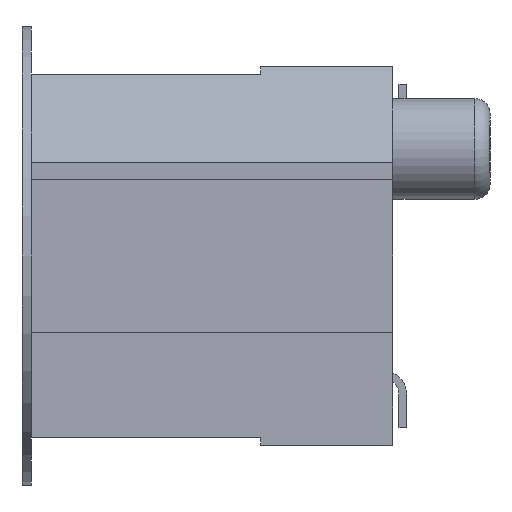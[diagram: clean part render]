
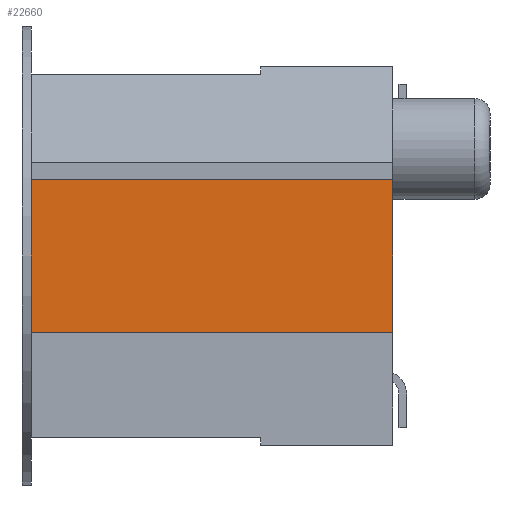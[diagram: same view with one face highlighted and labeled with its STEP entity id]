
A CAD part, left-side view. The second image highlights one B-rep face of the part: STEP entity #22660.
In plain terms, the highlighted planar face has unit normal (-1, 0, 0).
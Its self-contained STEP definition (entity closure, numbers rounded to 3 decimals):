
#135=LINE('',#30600,#3315);
#485=LINE('',#31300,#3665);
#1214=LINE('',#32783,#4394);
#1215=LINE('',#32785,#4395);
#3315=VECTOR('',#24794,1000.);
#3665=VECTOR('',#25150,1000.);
#4394=VECTOR('',#26633,1000.);
#4395=VECTOR('',#26636,1000.);
#8682=ORIENTED_EDGE('',*,*,#13558,.F.);
#8683=ORIENTED_EDGE('',*,*,#14298,.F.);
#8684=ORIENTED_EDGE('',*,*,#13208,.F.);
#8685=ORIENTED_EDGE('',*,*,#14297,.F.);
#13208=EDGE_CURVE('',#16562,#16564,#135,.T.);
#13558=EDGE_CURVE('',#16911,#16912,#485,.T.);
#14297=EDGE_CURVE('',#16912,#16562,#1214,.T.);
#14298=EDGE_CURVE('',#16564,#16911,#1215,.T.);
#16562=VERTEX_POINT('',#30598);
#16564=VERTEX_POINT('',#30601);
#16911=VERTEX_POINT('',#31301);
#16912=VERTEX_POINT('',#31302);
#19346=EDGE_LOOP('',(#8682,#8683,#8684,#8685));
#20484=FACE_BOUND('',#19346,.T.);
#21609=PLANE('',#23855);
#22660=ADVANCED_FACE('',(#20484),#21609,.F.);
#23855=AXIS2_PLACEMENT_3D('',#32786,#26637,#26638);
#24794=DIRECTION('',(0.,0.,-1.));
#25150=DIRECTION('',(0.,0.,1.));
#26633=DIRECTION('',(0.,-1.,0.));
#26636=DIRECTION('',(0.,1.,0.));
#26637=DIRECTION('',(1.,0.,0.));
#26638=DIRECTION('',(0.,0.,-1.));
#30598=CARTESIAN_POINT('',(-8.3,0.,1.));
#30600=CARTESIAN_POINT('',(-8.3,0.,1.));
#30601=CARTESIAN_POINT('',(-8.3,0.,-1.));
#31300=CARTESIAN_POINT('',(-8.3,4.73,-1.));
#31301=CARTESIAN_POINT('',(-8.3,4.73,-1.));
#31302=CARTESIAN_POINT('',(-8.3,4.73,1.));
#32783=CARTESIAN_POINT('',(-8.3,4.73,1.));
#32785=CARTESIAN_POINT('',(-8.3,0.,-1.));
#32786=CARTESIAN_POINT('',(-8.3,0.,0.));
